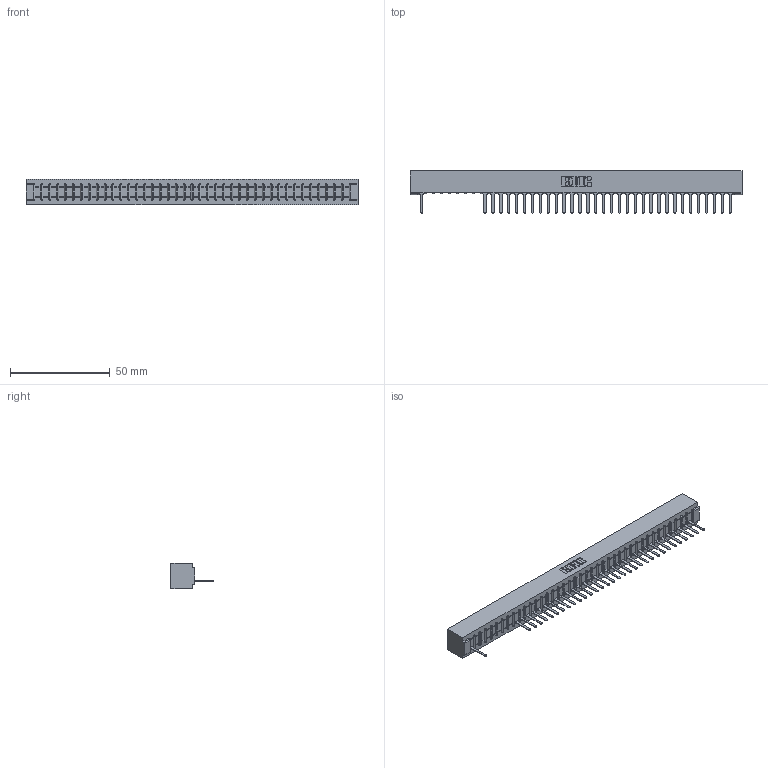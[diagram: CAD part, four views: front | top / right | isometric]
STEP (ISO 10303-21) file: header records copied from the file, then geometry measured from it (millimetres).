
FILE_DESCRIPTION (( 'STEP AP203' ), '1' );
FILE_NAME ('307-040-527-101.STEP', '2018-08-05T13:33:19', ( '' ), ( '' ), 'SwSTEP 2.0', 'SolidWorks 2016', '' );
FILE_SCHEMA (( 'CONFIG_CONTROL_DESIGN' ));
Length unit declared in the file: inch
Products named in the file (3): 307-290-001_527; 307-040-527-101; 307 Part_No Mounting Lugs
Assembly tree (34 placements, depth 2):
  307-040-527-101
    307 Part_No Mounting Lugs
    307-290-001_527  x33
Bounding box: 166.37 x 21.11 x 12.7 mm (x, y, z)
Volume: 17688.9 mm3; surface area: 18292.5 mm2
Topology: 34 solids, 34 shells, 2139 faces, 6093 edges, 3906 vertices
Faces by surface type: plane 1371, cylinder 686, sphere 82
Entity records: 34004 total; most frequent: CARTESIAN_POINT 5757, ORIENTED_EDGE 5750, DIRECTION 5591, EDGE_CURVE 2875, LINE 2207, VECTOR 2207, VERTEX_POINT 1858, AXIS2_PLACEMENT_3D 1692
